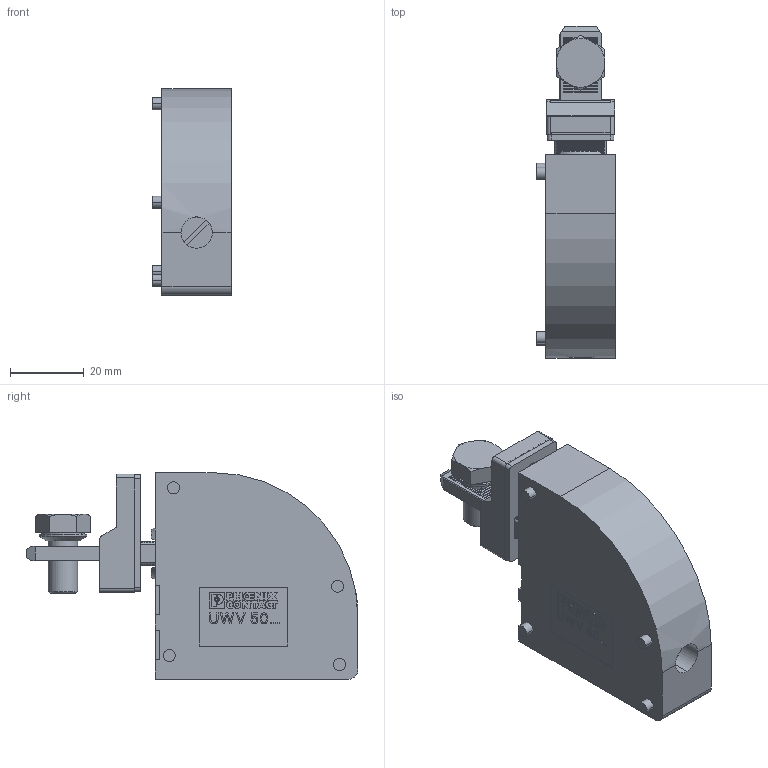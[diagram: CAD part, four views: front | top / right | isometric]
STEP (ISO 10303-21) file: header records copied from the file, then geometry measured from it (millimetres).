
FILE_DESCRIPTION(('Creo Elements/Direct Modeling STEP Export'),'2;1');
FILE_NAME('model.stp','2019-02-26T 0:05:55',(''),(''),'Creo Elements/Direct Modeling STEP processor for AP214 (Solid Model)','Creo Elements/Direct Modeling 20.1A 29-Sep-2018 (C) Parametric Technology GmbH','');
FILE_SCHEMA(('AUTOMOTIVE_DESIGN { 1 0 10303 214 1 1 1 1 }'));
Length unit declared in the file: millimetre
Products named in the file (6): UWV_50-POT_S-A; Hex-screw-M8x16; Washer; Sealing-plate; Fixxed-cover; UWV_50-POT_S-select
Assembly tree (5 placements, depth 2):
  UWV_50-POT_S-select
    Fixxed-cover
    Sealing-plate
    Washer
    Hex-screw-M8x16
    UWV_50-POT_S-A
Bounding box: 21.3 x 90 x 56 mm (x, y, z)
Volume: 55744.7 mm3; surface area: 18795.3 mm2
Topology: 5 solids, 5 shells, 1179 faces, 3249 edges, 2164 vertices
Faces by surface type: plane 853, cylinder 256, extrusion 52, cone 18
Entity records: 48244 total; most frequent: CARTESIAN_POINT 9548, ORIENTED_EDGE 6498, DIRECTION 5373, EDGE_CURVE 3249, VECTOR 2381, LINE 2329, VERTEX_POINT 2164, AXIS2_PLACEMENT_3D 1496
